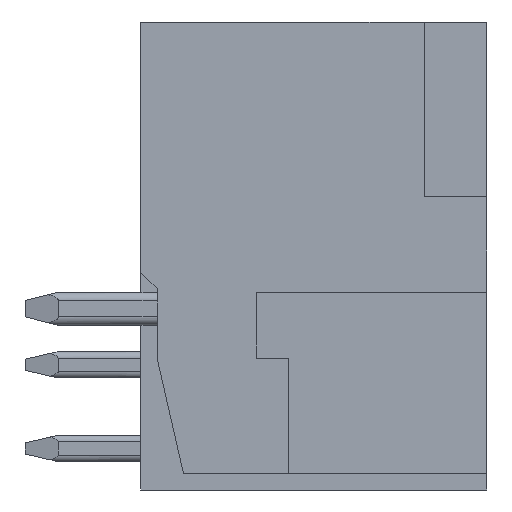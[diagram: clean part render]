
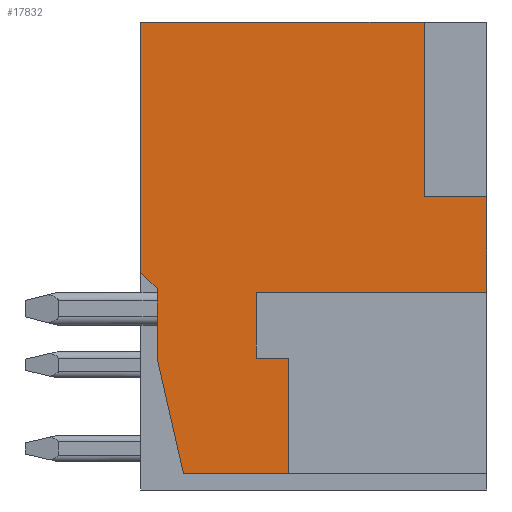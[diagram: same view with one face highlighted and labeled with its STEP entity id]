
A CAD part, front view. The second image highlights one B-rep face of the part: STEP entity #17832.
In plain terms, the highlighted planar face has unit normal (0, -1, 0).
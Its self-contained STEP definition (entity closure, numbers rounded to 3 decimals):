
#117=DIRECTION('',(1.,0.,0.));
#118=VECTOR('',#117,7.);
#119=CARTESIAN_POINT('',(-1.75,-35.53,-1.1));
#120=LINE('',#119,#118);
#578=DIRECTION('',(0.223,0.,-0.975));
#579=VECTOR('',#578,3.59);
#580=CARTESIAN_POINT('',(-4.75,-35.53,-3.1));
#581=LINE('',#580,#579);
#582=DIRECTION('',(0.,0.,1.));
#583=VECTOR('',#582,2.1);
#584=CARTESIAN_POINT('',(-4.75,-35.53,-3.1));
#585=LINE('',#584,#583);
#586=DIRECTION('',(0.707,0.,-0.707));
#587=VECTOR('',#586,0.707);
#588=CARTESIAN_POINT('',(-5.25,-35.53,-0.5));
#589=LINE('',#588,#587);
#590=DIRECTION('',(0.,0.,-1.));
#591=VECTOR('',#590,7.6);
#592=CARTESIAN_POINT('',(-5.25,-35.53,7.1));
#593=LINE('',#592,#591);
#594=DIRECTION('',(-1.,0.,0.));
#595=VECTOR('',#594,8.6);
#596=CARTESIAN_POINT('',(3.35,-35.53,7.1));
#597=LINE('',#596,#595);
#598=DIRECTION('',(0.,0.,-1.));
#599=VECTOR('',#598,5.3);
#600=CARTESIAN_POINT('',(3.35,-35.53,7.1));
#601=LINE('',#600,#599);
#602=DIRECTION('',(-1.,0.,0.));
#603=VECTOR('',#602,1.9);
#604=CARTESIAN_POINT('',(5.25,-35.53,1.8));
#605=LINE('',#604,#603);
#606=DIRECTION('',(0.,0.,1.));
#607=VECTOR('',#606,2.9);
#608=CARTESIAN_POINT('',(5.25,-35.53,-1.1));
#609=LINE('',#608,#607);
#610=DIRECTION('',(0.,0.,-1.));
#611=VECTOR('',#610,2.);
#612=CARTESIAN_POINT('',(-1.75,-35.53,-1.1));
#613=LINE('',#612,#611);
#614=DIRECTION('',(1.,0.,0.));
#615=VECTOR('',#614,1.);
#616=CARTESIAN_POINT('',(-1.75,-35.53,-3.1));
#617=LINE('',#616,#615);
#618=DIRECTION('',(0.,0.,1.));
#619=VECTOR('',#618,3.5);
#620=CARTESIAN_POINT('',(-0.75,-35.53,-6.6));
#621=LINE('',#620,#619);
#622=DIRECTION('',(1.,0.,0.));
#623=VECTOR('',#622,3.2);
#624=CARTESIAN_POINT('',(-3.95,-35.53,-6.6));
#625=LINE('',#624,#623);
#13635=CARTESIAN_POINT('',(-5.25,-35.53,7.1));
#13637=VERTEX_POINT('',#13635);
#13665=CARTESIAN_POINT('',(3.35,-35.53,7.1));
#13666=VERTEX_POINT('',#13665);
#13667=CARTESIAN_POINT('',(5.25,-35.53,1.8));
#13669=VERTEX_POINT('',#13667);
#13677=CARTESIAN_POINT('',(3.35,-35.53,1.8));
#13678=VERTEX_POINT('',#13677);
#13717=CARTESIAN_POINT('',(5.25,-35.53,-1.1));
#13718=VERTEX_POINT('',#13717);
#13723=CARTESIAN_POINT('',(-1.75,-35.53,-3.1));
#13724=CARTESIAN_POINT('',(-0.75,-35.53,-3.1));
#13725=VERTEX_POINT('',#13723);
#13726=VERTEX_POINT('',#13724);
#13729=CARTESIAN_POINT('',(-0.75,-35.53,-6.6));
#13730=VERTEX_POINT('',#13729);
#13731=CARTESIAN_POINT('',(-1.75,-35.53,-1.1));
#13732=VERTEX_POINT('',#13731);
#13735=CARTESIAN_POINT('',(-5.25,-35.53,-0.5));
#13736=CARTESIAN_POINT('',(-4.75,-35.53,-1.));
#13737=VERTEX_POINT('',#13735);
#13738=VERTEX_POINT('',#13736);
#13751=CARTESIAN_POINT('',(-4.75,-35.53,-3.1));
#13752=CARTESIAN_POINT('',(-3.95,-35.53,-6.6));
#13753=VERTEX_POINT('',#13751);
#13754=VERTEX_POINT('',#13752);
#17804=CARTESIAN_POINT('',(0.,-35.53,0.));
#17805=DIRECTION('',(0.,-1.,0.));
#17806=DIRECTION('',(1.,0.,0.));
#17807=AXIS2_PLACEMENT_3D('',#17804,#17805,#17806);
#17808=PLANE('',#17807);
#17809=ORIENTED_EDGE('',*,*,#17795,.F.);
#17810=ORIENTED_EDGE('',*,*,#17735,.T.);
#17812=ORIENTED_EDGE('',*,*,#17811,.F.);
#17814=ORIENTED_EDGE('',*,*,#17813,.F.);
#17816=ORIENTED_EDGE('',*,*,#17815,.F.);
#17818=ORIENTED_EDGE('',*,*,#17817,.T.);
#17820=ORIENTED_EDGE('',*,*,#17819,.F.);
#17822=ORIENTED_EDGE('',*,*,#17821,.F.);
#17823=ORIENTED_EDGE('',*,*,#17236,.F.);
#17824=ORIENTED_EDGE('',*,*,#17294,.T.);
#17826=ORIENTED_EDGE('',*,*,#17825,.T.);
#17828=ORIENTED_EDGE('',*,*,#17827,.F.);
#17829=ORIENTED_EDGE('',*,*,#17417,.F.);
#17830=EDGE_LOOP('',(#17809,#17810,#17812,#17814,#17816,#17818,#17820,#17822,
#17823,#17824,#17826,#17828,#17829));
#17831=FACE_OUTER_BOUND('',#17830,.F.);
#17832=ADVANCED_FACE('',(#17831),#17808,.T.);
#17236=EDGE_CURVE('',#13732,#13718,#120,.T.);
#17294=EDGE_CURVE('',#13732,#13725,#613,.T.);
#17417=EDGE_CURVE('',#13754,#13730,#625,.T.);
#17735=EDGE_CURVE('',#13753,#13738,#585,.T.);
#17795=EDGE_CURVE('',#13753,#13754,#581,.T.);
#17811=EDGE_CURVE('',#13737,#13738,#589,.T.);
#17813=EDGE_CURVE('',#13637,#13737,#593,.T.);
#17815=EDGE_CURVE('',#13666,#13637,#597,.T.);
#17817=EDGE_CURVE('',#13666,#13678,#601,.T.);
#17819=EDGE_CURVE('',#13669,#13678,#605,.T.);
#17821=EDGE_CURVE('',#13718,#13669,#609,.T.);
#17825=EDGE_CURVE('',#13725,#13726,#617,.T.);
#17827=EDGE_CURVE('',#13730,#13726,#621,.T.);
